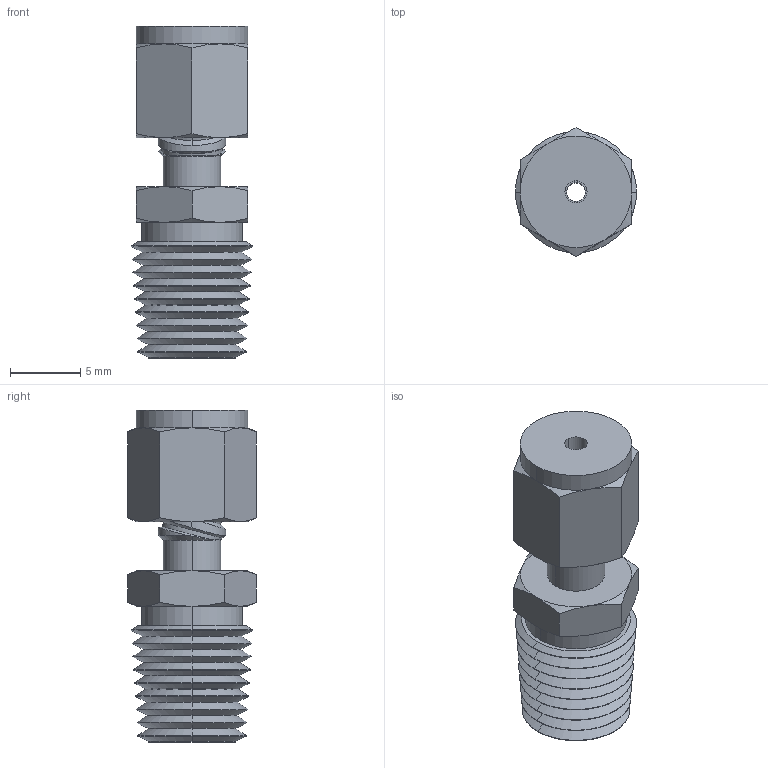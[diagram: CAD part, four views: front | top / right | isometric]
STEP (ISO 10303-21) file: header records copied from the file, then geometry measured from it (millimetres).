
FILE_DESCRIPTION (( 'STEP AP203' ), '1' );
FILE_NAME ('5182K834.step', '2004-05-18T20:26:08', ( 'McMaster' ), ( 'McMaster' ), 'SwSTEP 2.0', 'SolidWorks 2003314', '' );
FILE_SCHEMA (( 'CONFIG_CONTROL_DESIGN' ));
Length unit declared in the file: inch
Products named in the file (1): 5182K834
Bounding box: 8.63 x 9.17 x 23.62 mm (x, y, z)
Volume: 941.6 mm3; surface area: 1236.4 mm2
Topology: 2 solids, 2 shells, 165 faces, 361 edges, 204 vertices
Faces by surface type: cone 116, cylinder 29, plane 20
Entity records: 4861 total; most frequent: CARTESIAN_POINT 1251, DIRECTION 759, ORIENTED_EDGE 722, EDGE_CURVE 361, AXIS2_PLACEMENT_3D 317, VERTEX_POINT 204, EDGE_LOOP 173, ADVANCED_FACE 165
